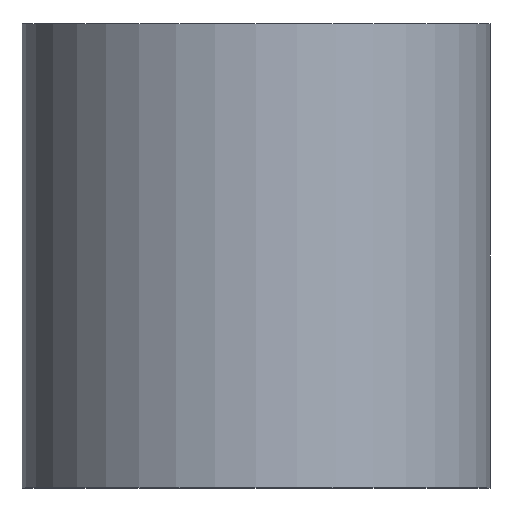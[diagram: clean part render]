
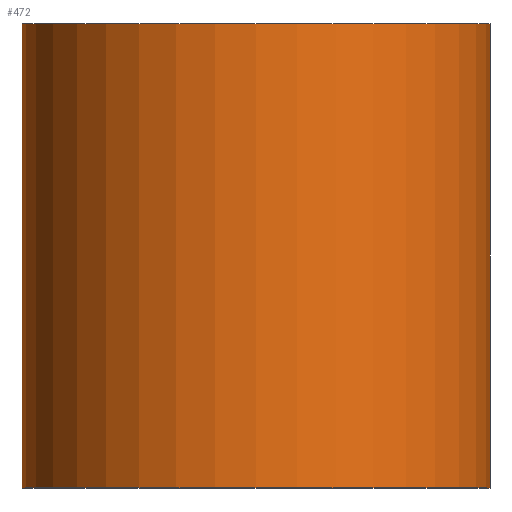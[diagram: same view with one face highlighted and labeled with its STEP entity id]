
A CAD part, top view. The second image highlights one B-rep face of the part: STEP entity #472.
In plain terms, the highlighted cylindrical face has radius 15 mm (diameter 30 mm), a full revolution.
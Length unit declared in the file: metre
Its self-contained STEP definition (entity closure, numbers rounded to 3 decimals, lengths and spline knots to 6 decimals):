
#12=B_SPLINE_CURVE_WITH_KNOTS('',3,(#715,#716,#717,#718,#719,#720,#721,
#722,#723,#724,#725),.UNSPECIFIED.,.T.,.F.,(1,1,1,1,1,1,1,1,1,1,1,1,1,1,
1),(-0.007675,-0.005117,-0.002558,0.,0.002558,
0.005117,0.007675,0.010234,0.012792,
0.015351,0.017909,0.020467,0.023026,
0.025584,0.028143),.UNSPECIFIED.);
#13=B_SPLINE_CURVE_WITH_KNOTS('',3,(#730,#731,#732,#733,#734,#735,#736,
#737,#738,#739,#740),.UNSPECIFIED.,.T.,.F.,(1,1,1,1,1,1,1,1,1,1,1,1,1,1,
1),(-0.007675,-0.005117,-0.002558,0.,0.002558,
0.005117,0.007675,0.010234,0.012792,
0.015351,0.017909,0.020467,0.023026,
0.025584,0.028143),.UNSPECIFIED.);
#17=CIRCLE('',#513,0.015);
#18=CIRCLE('',#516,0.015);
#22=CYLINDRICAL_SURFACE('',#515,0.015);
#55=ORIENTED_EDGE('',*,*,#178,.T.);
#56=ORIENTED_EDGE('',*,*,#170,.F.);
#57=ORIENTED_EDGE('',*,*,#179,.T.);
#58=ORIENTED_EDGE('',*,*,#180,.T.);
#170=EDGE_CURVE('',#232,#232,#17,.F.);
#178=EDGE_CURVE('',#239,#239,#12,.T.);
#179=EDGE_CURVE('',#240,#240,#18,.T.);
#180=EDGE_CURVE('',#241,#241,#13,.T.);
#232=VERTEX_POINT('',#700);
#239=VERTEX_POINT('',#726);
#240=VERTEX_POINT('',#729);
#241=VERTEX_POINT('',#741);
#381=EDGE_LOOP('',(#55));
#382=EDGE_LOOP('',(#56));
#383=EDGE_LOOP('',(#57));
#384=EDGE_LOOP('',(#58));
#417=FACE_BOUND('',#381,.T.);
#418=FACE_BOUND('',#382,.T.);
#419=FACE_BOUND('',#383,.T.);
#420=FACE_BOUND('',#384,.T.);
#472=ADVANCED_FACE('',(#417,#418,#419,#420),#22,.T.);
#513=AXIS2_PLACEMENT_3D('',#699,#570,#571);
#515=AXIS2_PLACEMENT_3D('',#727,#581,#582);
#516=AXIS2_PLACEMENT_3D('',#728,#583,#584);
#570=DIRECTION('',(0.,1.,0.));
#571=DIRECTION('',(0.,0.,1.));
#581=DIRECTION('',(0.,1.,0.));
#582=DIRECTION('',(0.,0.,1.));
#583=DIRECTION('',(0.,-1.,0.));
#584=DIRECTION('',(0.,0.,-1.));
#699=CARTESIAN_POINT('',(-0.239495,-0.15725,-0.058738));
#700=CARTESIAN_POINT('',(-0.239495,-0.15725,-0.043738));
#715=CARTESIAN_POINT('',(-0.24205,-0.147465,-0.07356));
#716=CARTESIAN_POINT('',(-0.243112,-0.150026,-0.073287));
#717=CARTESIAN_POINT('',(-0.242051,-0.152583,-0.07356));
#718=CARTESIAN_POINT('',(-0.239498,-0.153642,-0.073826));
#719=CARTESIAN_POINT('',(-0.236936,-0.152583,-0.07356));
#720=CARTESIAN_POINT('',(-0.235878,-0.150026,-0.073287));
#721=CARTESIAN_POINT('',(-0.236934,-0.14747,-0.073559));
#722=CARTESIAN_POINT('',(-0.239493,-0.146408,-0.073826));
#723=CARTESIAN_POINT('',(-0.24205,-0.147465,-0.07356));
#724=CARTESIAN_POINT('',(-0.243112,-0.150026,-0.073287));
#725=CARTESIAN_POINT('',(-0.242051,-0.152583,-0.07356));
#726=CARTESIAN_POINT('',(-0.242758,-0.150025,-0.073378));
#727=CARTESIAN_POINT('',(-0.239495,-0.977411,-0.058738));
#728=CARTESIAN_POINT('',(-0.239495,-0.1275,-0.058738));
#729=CARTESIAN_POINT('',(-0.239495,-0.1275,-0.073738));
#730=CARTESIAN_POINT('',(-0.24205,-0.13259,-0.07356));
#731=CARTESIAN_POINT('',(-0.243112,-0.135151,-0.073287));
#732=CARTESIAN_POINT('',(-0.242051,-0.137708,-0.07356));
#733=CARTESIAN_POINT('',(-0.239498,-0.138767,-0.073826));
#734=CARTESIAN_POINT('',(-0.236936,-0.137708,-0.07356));
#735=CARTESIAN_POINT('',(-0.235878,-0.135151,-0.073287));
#736=CARTESIAN_POINT('',(-0.236934,-0.132595,-0.073559));
#737=CARTESIAN_POINT('',(-0.239493,-0.131533,-0.073826));
#738=CARTESIAN_POINT('',(-0.24205,-0.13259,-0.07356));
#739=CARTESIAN_POINT('',(-0.243112,-0.135151,-0.073287));
#740=CARTESIAN_POINT('',(-0.242051,-0.137708,-0.07356));
#741=CARTESIAN_POINT('',(-0.242758,-0.13515,-0.073378));
